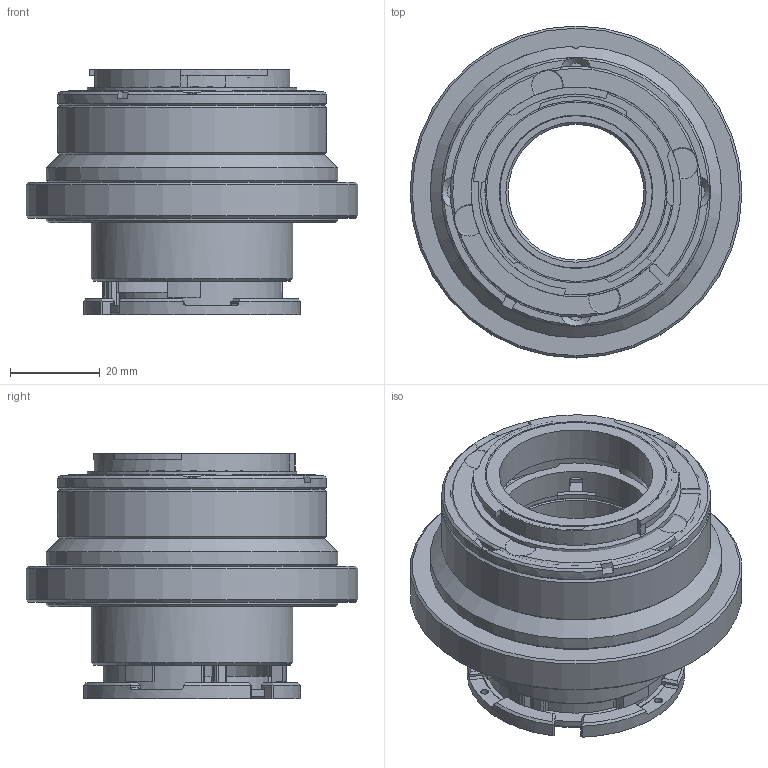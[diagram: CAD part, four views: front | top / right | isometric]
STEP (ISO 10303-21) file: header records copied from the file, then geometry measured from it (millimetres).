
FILE_DESCRIPTION(/* description */ ('Unknown'),/* implementation_level */ '2;1');
FILE_NAME(/* name */ 'sigma30mm_PENF_assembly',/* time_stamp */ '2025-03-03T16:01:06-10:00',/* author */ ('Unknown'),/* organization */ ('Unknown'),/* preprocessor_version */ 'ST-DEVELOPER v18.1',/* originating_system */ 'Solid Edge',/* authorisation */ 'Unknown');
FILE_SCHEMA (('AUTOMOTIVE_DESIGN {1 0 10303 214 3 1 1}'));
Length unit declared in the file: millimetre
Products named in the file (11): sigma30mm_PENF; sigma30mm_PENF_mainBody; sigma30mm_PENF_mainBody_apertureRing; sigma30mm_PENF_mainBody_flangeUpper; sigma30mm_PENF_mainBody_apertureLock; sigma30mm_PENF_mainBody_flangeLower; sigma30mm_PENF_mainBody_apertureClutch; sigma30mm_PENF_mainBody_flangeUpper_sonyE; sigma30mm_PENF_mainBody_flange_sonyE; sigma30mm_PENF_mainBody_flange_fujiX; sigma30mm_PENF_mainBody_flangeUpper_fujiX
Assembly tree (10 placements, depth 2):
  sigma30mm_PENF
    sigma30mm_PENF_mainBody
    sigma30mm_PENF_mainBody_apertureRing
    sigma30mm_PENF_mainBody_flangeUpper
    sigma30mm_PENF_mainBody_apertureLock
    sigma30mm_PENF_mainBody_flangeLower
    sigma30mm_PENF_mainBody_apertureClutch
    sigma30mm_PENF_mainBody_flangeUpper_sonyE
    sigma30mm_PENF_mainBody_flange_sonyE
    sigma30mm_PENF_mainBody_flange_fujiX
    sigma30mm_PENF_mainBody_flangeUpper_fujiX
Bounding box: 74 x 74 x 54.7 mm (x, y, z)
Volume: 87290 mm3; surface area: 65584.2 mm2
Topology: 10 solids, 10 shells, 837 faces, 2141 edges, 1349 vertices
Faces by surface type: plane 368, cylinder 224, cone 214, torus 18, bspline 10, sphere 3
Full cylindrical faces by diameter (mm): 1.4 x17, 1.75 x3, 1.8 x23, 2 x4, 3.5 x4, 4 x6, 30.25 x1, 34 x3, 34.2 x1, 35 x1, 37.5 x1, 38 x1, 40 x1, 40.6 x1, 43 x1, 45 x1, 45.25 x1, 46.8 x1, 51 x1, 55 x1, 56 x2, 60 x2, 65 x1, 68 x1, 74 x1
Entity records: 24570 total; most frequent: CARTESIAN_POINT 5071, DIRECTION 4086, ORIENTED_EDGE 3758, EDGE_CURVE 1879, AXIS2_PLACEMENT_3D 1663, VERTEX_POINT 1257, EDGE_LOOP 1130, FACE_BOUND 1130
